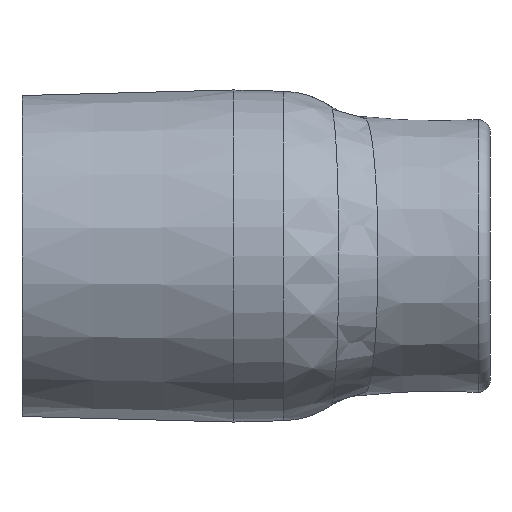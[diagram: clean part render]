
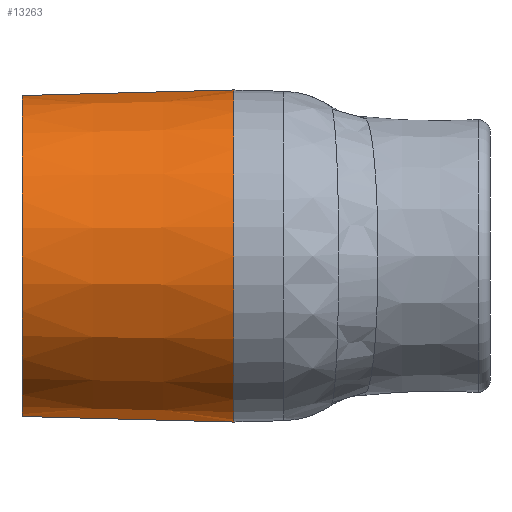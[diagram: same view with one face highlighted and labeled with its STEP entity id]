
A CAD part, left-side view. The second image highlights one B-rep face of the part: STEP entity #13263.
In plain terms, the highlighted conical face has half-angle 1.5 degrees and reference radius 40.283 mm.
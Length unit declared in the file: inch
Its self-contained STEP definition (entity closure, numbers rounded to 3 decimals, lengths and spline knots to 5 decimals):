
#2753=FACE_OUTER_BOUND('',#3518,.T.);
#3518=EDGE_LOOP('',(#11651,#11652,#11653,#11654));
#4262=LINE('',#30397,#5149);
#4263=LINE('',#30398,#5150);
#5149=VECTOR('',#15660,0.3937);
#5150=VECTOR('',#15661,0.3937);
#5612=CIRCLE('',#13631,1.58594);
#5739=CIRCLE('',#13979,1.64076);
#5914=VERTEX_POINT('',#18396);
#5915=VERTEX_POINT('',#18398);
#6657=VERTEX_POINT('',#30394);
#6658=VERTEX_POINT('',#30395);
#7229=EDGE_CURVE('',#5914,#5915,#5612,.T.);
#8380=EDGE_CURVE('',#6657,#6658,#5739,.F.);
#8381=EDGE_CURVE('',#6658,#5915,#4262,.T.);
#8382=EDGE_CURVE('',#6657,#5914,#4263,.T.);
#11651=ORIENTED_EDGE('',*,*,#8380,.T.);
#11652=ORIENTED_EDGE('',*,*,#8381,.T.);
#11653=ORIENTED_EDGE('',*,*,#7229,.F.);
#11654=ORIENTED_EDGE('',*,*,#8382,.F.);
#12729=CONICAL_SURFACE('',#13978,1.58594,0.026);
#13263=ADVANCED_FACE('',(#2753),#12729,.T.);
#13631=AXIS2_PLACEMENT_3D('',#18399,#14485,#14486);
#13978=AXIS2_PLACEMENT_3D('',#30393,#15656,#15657);
#13979=AXIS2_PLACEMENT_3D('',#30396,#15658,#15659);
#14485=DIRECTION('center_axis',(0.,1.,0.));
#14486=DIRECTION('ref_axis',(0.,0.,-1.));
#15656=DIRECTION('center_axis',(0.,-1.,0.));
#15657=DIRECTION('ref_axis',(0.,0.,-1.));
#15658=DIRECTION('center_axis',(0.,-1.,0.));
#15659=DIRECTION('ref_axis',(0.,0.,-1.));
#15660=DIRECTION('',(0.,1.,-0.026));
#15661=DIRECTION('',(0.,1.,0.026));
#18396=CARTESIAN_POINT('',(-4.85156,2.09375,-1.58594));
#18398=CARTESIAN_POINT('',(-4.85156,2.09375,1.58594));
#18399=CARTESIAN_POINT('Origin',(-4.85156,2.09375,0.));
#30393=CARTESIAN_POINT('Origin',(-4.85156,2.09375,0.));
#30394=CARTESIAN_POINT('',(-4.85156,0.,-1.64076));
#30395=CARTESIAN_POINT('',(-4.85156,0.,1.64076));
#30396=CARTESIAN_POINT('Origin',(-4.85156,0.,0.));
#30397=CARTESIAN_POINT('',(-4.85156,2.09375,1.58594));
#30398=CARTESIAN_POINT('',(-4.85156,2.09375,-1.58594));
